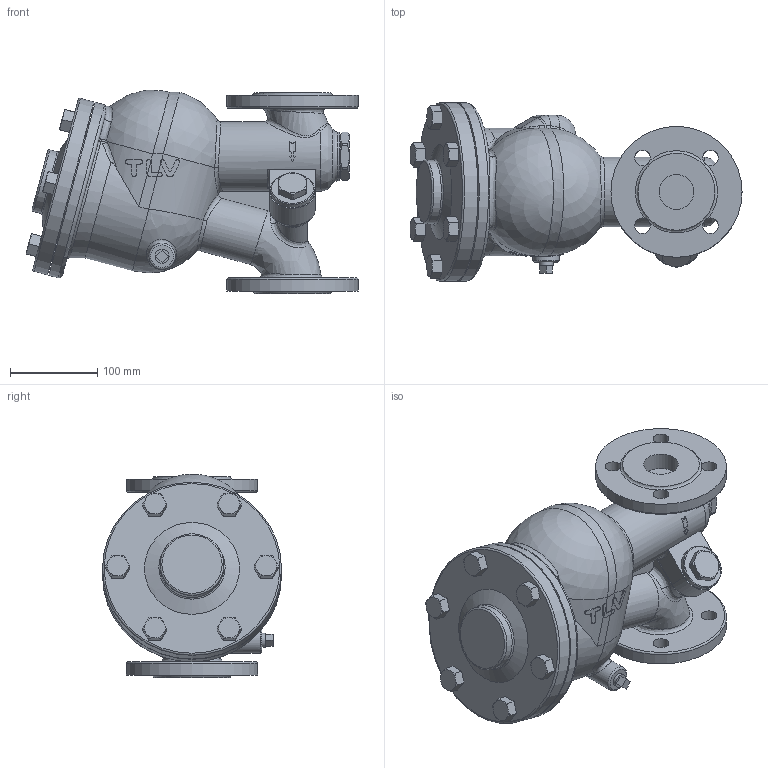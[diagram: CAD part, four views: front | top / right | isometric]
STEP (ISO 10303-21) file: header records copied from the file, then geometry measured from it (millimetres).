
FILE_DESCRIPTION((''),'2;1');
FILE_NAME('sj7vx-040-e0025-00.stp','2011-04-05T18:54:55',('asada'),(''),'Autodesk Inventor 2008','Autodesk Inventor 2008','');
FILE_SCHEMA(('AUTOMOTIVE_DESIGN { 1 0 10303 214 1 1 1 1 }'));
Length unit declared in the file: millimetre
Products named in the file (1): sj7vx-040-e0025-00
Bounding box: 380.06 x 205 x 232.67 mm (x, y, z)
Volume: 6352498.5 mm3; surface area: 357954.3 mm2
Topology: 1 solids, 1 shells, 359 faces, 903 edges, 558 vertices
Faces by surface type: plane 126, bspline 84, cylinder 82, cone 57, torus 7, sphere 3
Full cylindrical faces by diameter (mm): 16 x7, 18 x8, 30 x1, 40 x2, 49.5 x1, 50 x1, 56 x1, 73 x1, 80 x1, 144.5 x1, 150 x2, 205 x2
Entity records: 20457 total; most frequent: CARTESIAN_POINT 12750, ORIENTED_EDGE 1676, DIRECTION 1457, EDGE_CURVE 838, AXIS2_PLACEMENT_3D 609, VERTEX_POINT 540, EDGE_LOOP 446, FACE_OUTER_BOUND 359
